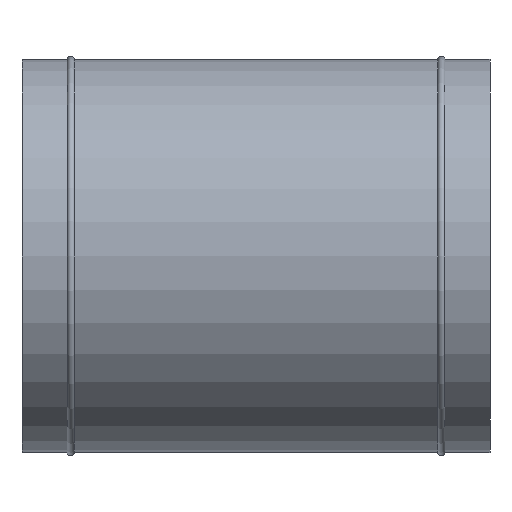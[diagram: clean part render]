
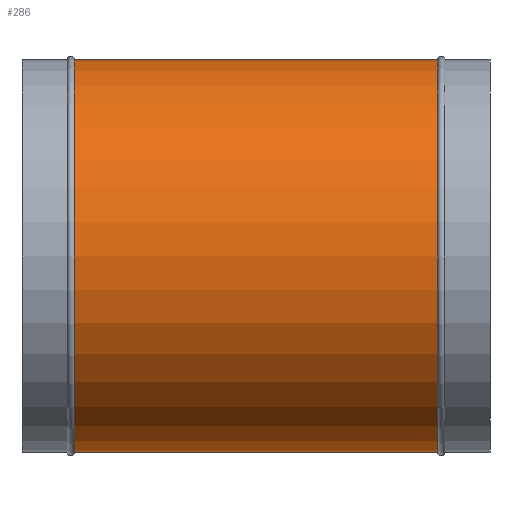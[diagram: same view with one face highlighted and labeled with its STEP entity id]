
A CAD part, front view. The second image highlights one B-rep face of the part: STEP entity #286.
In plain terms, the highlighted cylindrical face has radius 157.5 mm (diameter 315 mm), a partial arc.
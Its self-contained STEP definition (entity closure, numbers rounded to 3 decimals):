
#159 = EDGE_CURVE ( 'NONE', #449, #510, #855, .T. ) ;
#162 = EDGE_CURVE ( 'NONE', #1601, #515, #851, .T. ) ;
#267 = ORIENTED_EDGE ( 'NONE', *, *, #268, .F. ) ;
#268 = EDGE_CURVE ( 'NONE', #510, #515, #1075, .T. ) ;
#286 = ADVANCED_FACE ( 'NONE', ( #1106 ), #1101, .T. ) ;
#287 = EDGE_LOOP ( 'NONE', ( #288, #289, #291, #267 ) ) ;
#288 = ORIENTED_EDGE ( 'NONE', *, *, #159, .F. ) ;
#289 = ORIENTED_EDGE ( 'NONE', *, *, #290, .T. ) ;
#290 = EDGE_CURVE ( 'NONE', #449, #1601, #1160, .T. ) ;
#291 = ORIENTED_EDGE ( 'NONE', *, *, #162, .T. ) ;
#449 = VERTEX_POINT ( 'NONE', #1375 ) ;
#510 = VERTEX_POINT ( 'NONE', #1456 ) ;
#515 = VERTEX_POINT ( 'NONE', #1449 ) ;
#848 = DIRECTION ( 'NONE',  ( 1., 0., 0. ) ) ;
#849 = VECTOR ( 'NONE', #848, 1000. ) ;
#850 = CARTESIAN_POINT ( 'NONE',  ( 0., 0., -157.5 ) ) ;
#851 = LINE ( 'NONE', #850, #849 ) ;
#852 = DIRECTION ( 'NONE',  ( 1., 0., 0. ) ) ;
#853 = VECTOR ( 'NONE', #852, 1000. ) ;
#854 = CARTESIAN_POINT ( 'NONE',  ( 0., 0., 157.5 ) ) ;
#855 = LINE ( 'NONE', #854, #853 ) ;
#1071 = DIRECTION ( 'NONE',  ( 0., 0., -1. ) ) ;
#1072 = DIRECTION ( 'NONE',  ( 1., 0., 0. ) ) ;
#1073 = CARTESIAN_POINT ( 'NONE',  ( 145.5, 0., 0. ) ) ;
#1074 = AXIS2_PLACEMENT_3D ( 'NONE', #1073, #1072, #1071 ) ;
#1075 = CIRCLE ( 'NONE', #1074, 157.5 ) ;
#1097 = DIRECTION ( 'NONE',  ( 0., 0., -1. ) ) ;
#1098 = DIRECTION ( 'NONE',  ( 1., 0., 0. ) ) ;
#1099 = CARTESIAN_POINT ( 'NONE',  ( 0., 0., 0. ) ) ;
#1100 = AXIS2_PLACEMENT_3D ( 'NONE', #1099, #1098, #1097 ) ;
#1101 = CYLINDRICAL_SURFACE ( 'NONE', #1100, 157.5 ) ;
#1106 = FACE_OUTER_BOUND ( 'NONE', #287, .T. ) ;
#1156 = DIRECTION ( 'NONE',  ( 0., 0., -1. ) ) ;
#1157 = DIRECTION ( 'NONE',  ( 1., 0., 0. ) ) ;
#1158 = CARTESIAN_POINT ( 'NONE',  ( -145.5, 0., 0. ) ) ;
#1159 = AXIS2_PLACEMENT_3D ( 'NONE', #1158, #1157, #1156 ) ;
#1160 = CIRCLE ( 'NONE', #1159, 157.5 ) ;
#1375 = CARTESIAN_POINT ( 'NONE',  ( -145.5, 0., 157.5 ) ) ;
#1449 = CARTESIAN_POINT ( 'NONE',  ( 145.5, 0., -157.5 ) ) ;
#1456 = CARTESIAN_POINT ( 'NONE',  ( 145.5, 0., 157.5 ) ) ;
#1543 = CARTESIAN_POINT ( 'NONE',  ( -145.5, 0., -157.5 ) ) ;
#1601 = VERTEX_POINT ( 'NONE', #1543 ) ;
